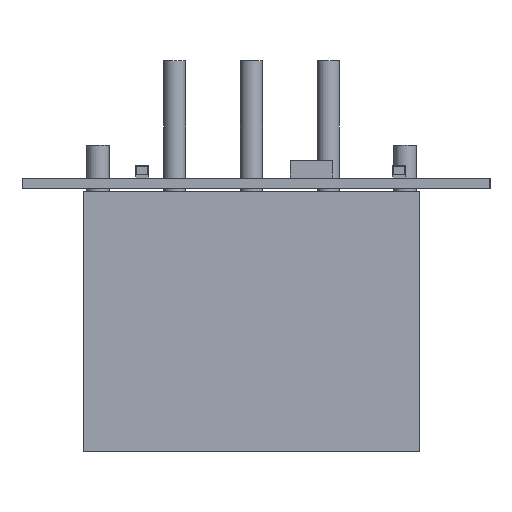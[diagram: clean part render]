
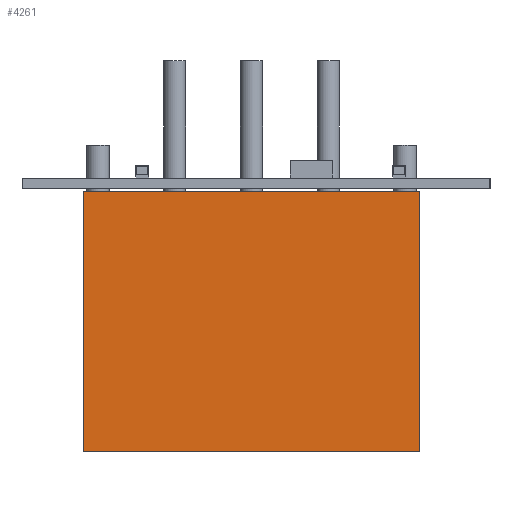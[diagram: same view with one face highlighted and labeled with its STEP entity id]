
A CAD part, left-side view. The second image highlights one B-rep face of the part: STEP entity #4261.
In plain terms, the highlighted planar face has unit normal (-1, 0, 0).
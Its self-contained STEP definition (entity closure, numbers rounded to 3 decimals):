
#4261 = ADVANCED_FACE('',(#4262),#4296,.T.);
#4262 = FACE_BOUND('',#4263,.T.);
#4263 = EDGE_LOOP('',(#4264,#4274,#4282,#4290));
#4264 = ORIENTED_EDGE('',*,*,#4265,.T.);
#4265 = EDGE_CURVE('',#4266,#4268,#4270,.T.);
#4266 = VERTEX_POINT('',#4267);
#4267 = CARTESIAN_POINT('',(164.769,49.676,
    -0.511));
#4268 = VERTEX_POINT('',#4269);
#4269 = CARTESIAN_POINT('',(164.769,49.676,
    -10.671));
#4270 = LINE('',#4271,#4272);
#4271 = CARTESIAN_POINT('',(164.769,49.676,
    -0.511));
#4272 = VECTOR('',#4273,1.);
#4273 = DIRECTION('',(0.,0.,-1.));
#4274 = ORIENTED_EDGE('',*,*,#4275,.T.);
#4275 = EDGE_CURVE('',#4268,#4276,#4278,.T.);
#4276 = VERTEX_POINT('',#4277);
#4277 = CARTESIAN_POINT('',(164.769,36.526,
    -10.671));
#4278 = LINE('',#4279,#4280);
#4279 = CARTESIAN_POINT('',(164.769,49.676,
    -10.671));
#4280 = VECTOR('',#4281,1.);
#4281 = DIRECTION('',(0.,-1.,0.));
#4282 = ORIENTED_EDGE('',*,*,#4283,.F.);
#4283 = EDGE_CURVE('',#4284,#4276,#4286,.T.);
#4284 = VERTEX_POINT('',#4285);
#4285 = CARTESIAN_POINT('',(164.769,36.526,
    -0.511));
#4286 = LINE('',#4287,#4288);
#4287 = CARTESIAN_POINT('',(164.769,36.526,
    -0.511));
#4288 = VECTOR('',#4289,1.);
#4289 = DIRECTION('',(0.,0.,-1.));
#4290 = ORIENTED_EDGE('',*,*,#4291,.F.);
#4291 = EDGE_CURVE('',#4266,#4284,#4292,.T.);
#4292 = LINE('',#4293,#4294);
#4293 = CARTESIAN_POINT('',(164.769,49.676,
    -0.511));
#4294 = VECTOR('',#4295,1.);
#4295 = DIRECTION('',(0.,-1.,0.));
#4296 = PLANE('',#4297);
#4297 = AXIS2_PLACEMENT_3D('',#4298,#4299,#4300);
#4298 = CARTESIAN_POINT('',(164.769,49.676,
    -0.511));
#4299 = DIRECTION('',(-1.,0.,0.));
#4300 = DIRECTION('',(0.,-1.,0.));
